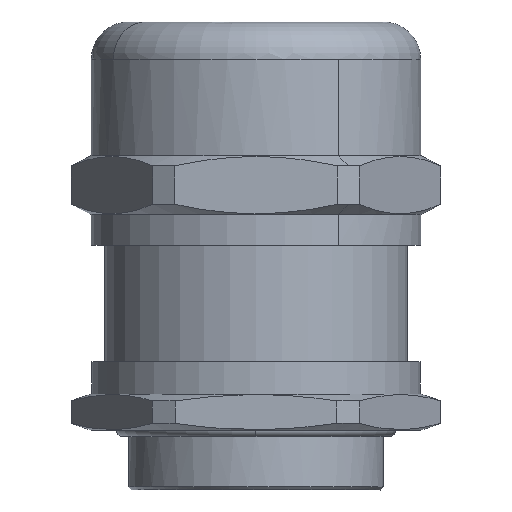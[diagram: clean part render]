
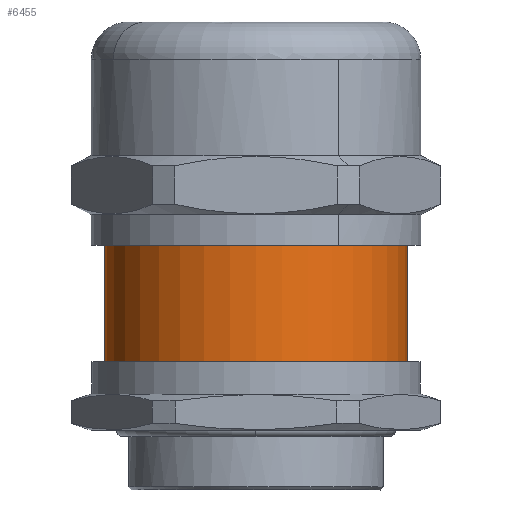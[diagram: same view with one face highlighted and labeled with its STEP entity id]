
A CAD part, left-side view. The second image highlights one B-rep face of the part: STEP entity #6455.
In plain terms, the highlighted cylindrical face has radius 22.714 mm (diameter 45.428 mm), a partial arc.
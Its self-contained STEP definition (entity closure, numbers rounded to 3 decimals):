
#6337=AXIS2_PLACEMENT_3D('Circle Axis2P3D',#6335,#6336,$) ;
#6428=AXIS2_PLACEMENT_3D('Cylinder Axis2P3D',#6425,#6426,#6427) ;
#6446=AXIS2_PLACEMENT_3D('Circle Axis2P3D',#6444,#6445,$) ;
#6332=CARTESIAN_POINT('Vertex',(25.,50.467,38.1)) ;
#6335=CARTESIAN_POINT('Axis2P3D Location',(25.,27.753,38.1)) ;
#6339=CARTESIAN_POINT('Vertex',(25.,5.039,38.1)) ;
#6425=CARTESIAN_POINT('Axis2P3D Location',(25.,27.753,29.3)) ;
#6430=CARTESIAN_POINT('Line Origine',(25.,5.039,29.3)) ;
#6434=CARTESIAN_POINT('Vertex',(25.,5.039,19.3)) ;
#6437=CARTESIAN_POINT('Line Origine',(25.,50.467,29.3)) ;
#6441=CARTESIAN_POINT('Vertex',(25.,50.467,19.3)) ;
#6444=CARTESIAN_POINT('Axis2P3D Location',(25.,27.753,19.3)) ;
#6336=DIRECTION('Axis2P3D Direction',(0.,0.,-1.)) ;
#6426=DIRECTION('Axis2P3D Direction',(0.,0.,1.)) ;
#6427=DIRECTION('Axis2P3D XDirection',(0.,-1.,0.)) ;
#6431=DIRECTION('Vector Direction',(0.,0.,1.)) ;
#6438=DIRECTION('Vector Direction',(0.,0.,1.)) ;
#6445=DIRECTION('Axis2P3D Direction',(0.,0.,1.)) ;
#6432=VECTOR('Line Direction',#6431,1.) ;
#6439=VECTOR('Line Direction',#6438,1.) ;
#6450=ORIENTED_EDGE('',*,*,#6436,.T.) ;
#6451=ORIENTED_EDGE('',*,*,#6341,.F.) ;
#6452=ORIENTED_EDGE('',*,*,#6443,.F.) ;
#6453=ORIENTED_EDGE('',*,*,#6448,.T.) ;
#6455=ADVANCED_FACE('Hauptk\X2\00F6\X0\rper.1.1',(#6454),#6429,.T.) ;
#6338=CIRCLE('generated circle',#6337,22.714) ;
#6447=CIRCLE('generated circle',#6446,22.714) ;
#6429=CYLINDRICAL_SURFACE('generated cylinder',#6428,22.714) ;
#6341=EDGE_CURVE('',#6333,#6340,#6338,.F.) ;
#6436=EDGE_CURVE('',#6435,#6340,#6433,.T.) ;
#6443=EDGE_CURVE('',#6442,#6333,#6440,.T.) ;
#6448=EDGE_CURVE('',#6442,#6435,#6447,.T.) ;
#6449=EDGE_LOOP('',(#6450,#6451,#6452,#6453)) ;
#6454=FACE_OUTER_BOUND('',#6449,.T.) ;
#6433=LINE('Line',#6430,#6432) ;
#6440=LINE('Line',#6437,#6439) ;
#6333=VERTEX_POINT('',#6332) ;
#6340=VERTEX_POINT('',#6339) ;
#6435=VERTEX_POINT('',#6434) ;
#6442=VERTEX_POINT('',#6441) ;
